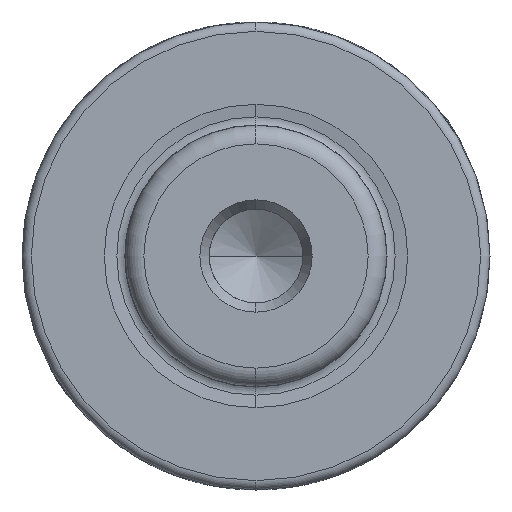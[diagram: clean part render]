
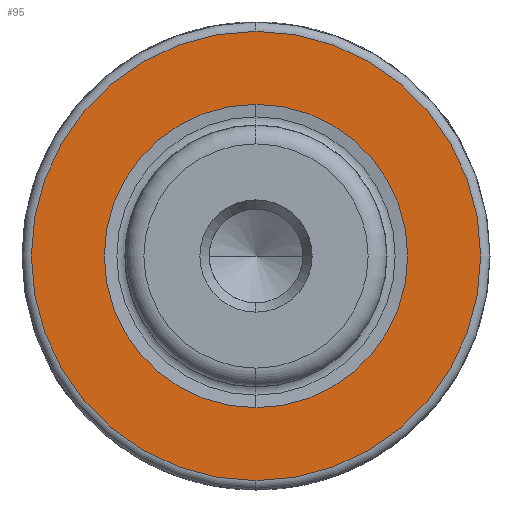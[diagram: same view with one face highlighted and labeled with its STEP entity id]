
A CAD part, left-side view. The second image highlights one B-rep face of the part: STEP entity #95.
In plain terms, the highlighted planar face has unit normal (-1, 0, 0).
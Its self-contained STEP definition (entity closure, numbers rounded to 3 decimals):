
#53 = VERTEX_POINT ( 'NONE', #7493 ) ;
#95 = ADVANCED_FACE ( 'NONE', ( #6196, #5941 ), #7873, .F. ) ;
#156 = CARTESIAN_POINT ( 'NONE',  ( 0., 0., 0. ) ) ;
#674 = CARTESIAN_POINT ( 'NONE',  ( 0., 0., 0. ) ) ;
#1016 = DIRECTION ( 'NONE',  ( 0., 0., 1. ) ) ;
#1449 = ORIENTED_EDGE ( 'NONE', *, *, #6681, .F. ) ;
#1505 = DIRECTION ( 'NONE',  ( 0., 0., 1. ) ) ;
#1575 = DIRECTION ( 'NONE',  ( 1., 0., 0. ) ) ;
#2042 = CARTESIAN_POINT ( 'NONE',  ( 0., 0., 8.103 ) ) ;
#2079 = AXIS2_PLACEMENT_3D ( 'NONE', #4596, #10366, #5440 ) ;
#2460 = CARTESIAN_POINT ( 'NONE',  ( 0., 0., 12. ) ) ;
#3293 = CIRCLE ( 'NONE', #5282, 8.103 ) ;
#3473 = VERTEX_POINT ( 'NONE', #2460 ) ;
#3518 = CIRCLE ( 'NONE', #4053, 12. ) ;
#3698 = CIRCLE ( 'NONE', #2079, 12. ) ;
#4053 = AXIS2_PLACEMENT_3D ( 'NONE', #156, #5968, #1016 ) ;
#4596 = CARTESIAN_POINT ( 'NONE',  ( 0., 0., 0. ) ) ;
#4717 = DIRECTION ( 'NONE',  ( -1., 0., 0. ) ) ;
#5282 = AXIS2_PLACEMENT_3D ( 'NONE', #674, #6446, #1505 ) ;
#5440 = DIRECTION ( 'NONE',  ( 0., 0., 1. ) ) ;
#5604 = EDGE_CURVE ( 'NONE', #3473, #9078, #3698, .T. ) ;
#5760 = ORIENTED_EDGE ( 'NONE', *, *, #5604, .T. ) ;
#5941 = FACE_OUTER_BOUND ( 'NONE', #8556, .T. ) ;
#5968 = DIRECTION ( 'NONE',  ( -1., 0., 0. ) ) ;
#6011 = ORIENTED_EDGE ( 'NONE', *, *, #7944, .T. ) ;
#6196 = FACE_BOUND ( 'NONE', #7142, .T. ) ;
#6446 = DIRECTION ( 'NONE',  ( -1., 0., 0. ) ) ;
#6681 = EDGE_CURVE ( 'NONE', #9092, #53, #3293, .T. ) ;
#6806 = DIRECTION ( 'NONE',  ( 0., 0., -1. ) ) ;
#7142 = EDGE_LOOP ( 'NONE', ( #1449, #7227 ) ) ;
#7227 = ORIENTED_EDGE ( 'NONE', *, *, #8467, .F. ) ;
#7493 = CARTESIAN_POINT ( 'NONE',  ( 0., 0., -8.103 ) ) ;
#7732 = CARTESIAN_POINT ( 'NONE',  ( 0., 8.103, 0. ) ) ;
#7873 = PLANE ( 'NONE',  #8460 ) ;
#7944 = EDGE_CURVE ( 'NONE', #9078, #3473, #3518, .T. ) ;
#8460 = AXIS2_PLACEMENT_3D ( 'NONE', #7732, #1575, #6806 ) ;
#8467 = EDGE_CURVE ( 'NONE', #53, #9092, #9789, .T. ) ;
#8556 = EDGE_LOOP ( 'NONE', ( #5760, #6011 ) ) ;
#8578 = CARTESIAN_POINT ( 'NONE',  ( 0., 0., -12. ) ) ;
#9078 = VERTEX_POINT ( 'NONE', #8578 ) ;
#9092 = VERTEX_POINT ( 'NONE', #2042 ) ;
#9635 = CARTESIAN_POINT ( 'NONE',  ( 0., 0., 0. ) ) ;
#9644 = AXIS2_PLACEMENT_3D ( 'NONE', #9635, #4717, #10484 ) ;
#9789 = CIRCLE ( 'NONE', #9644, 8.103 ) ;
#10366 = DIRECTION ( 'NONE',  ( -1., 0., 0. ) ) ;
#10484 = DIRECTION ( 'NONE',  ( 0., 0., 1. ) ) ;
